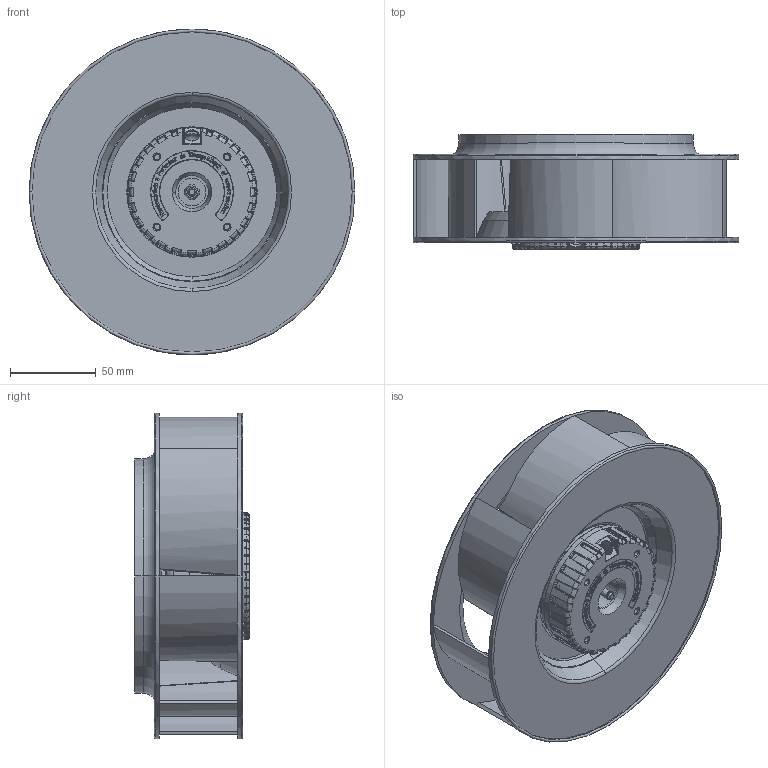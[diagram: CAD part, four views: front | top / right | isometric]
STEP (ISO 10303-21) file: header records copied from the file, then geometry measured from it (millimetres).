
FILE_DESCRIPTION((''),'2;1');
FILE_NAME('DC190_ASM','2016-09-29T',('Administrator'),(''),'PRO/ENGINEER BY PARAMETRIC TECHNOLOGY CORPORATION, 2010280','PRO/ENGINEER BY PARAMETRIC TECHNOLOGY CORPORATION, 2010280','');
FILE_SCHEMA(('CONFIG_CONTROL_DESIGN'));
Products named in the file (4): MSBR-3; MSBR-2; MSBR-1; DC190_ASM
Assembly tree (3 placements, depth 2):
  DC190_ASM
    MSBR-3
    MSBR-2
    MSBR-1
Bounding box: 190 x 67 x 190 mm (x, y, z)
Volume: 178979 mm3; surface area: 198879.7 mm2
Topology: 3 solids, 3 shells, 3063 faces, 8396 edges, 5433 vertices
Faces by surface type: plane 2184, bspline 331, cylinder 319, torus 157, cone 72
Entity records: 110237 total; most frequent: CARTESIAN_POINT 35546, ORIENTED_EDGE 16792, DIRECTION 13597, EDGE_CURVE 8396, VECTOR 6021, LINE 6021, VERTEX_POINT 5433, AXIS2_PLACEMENT_3D 3788
